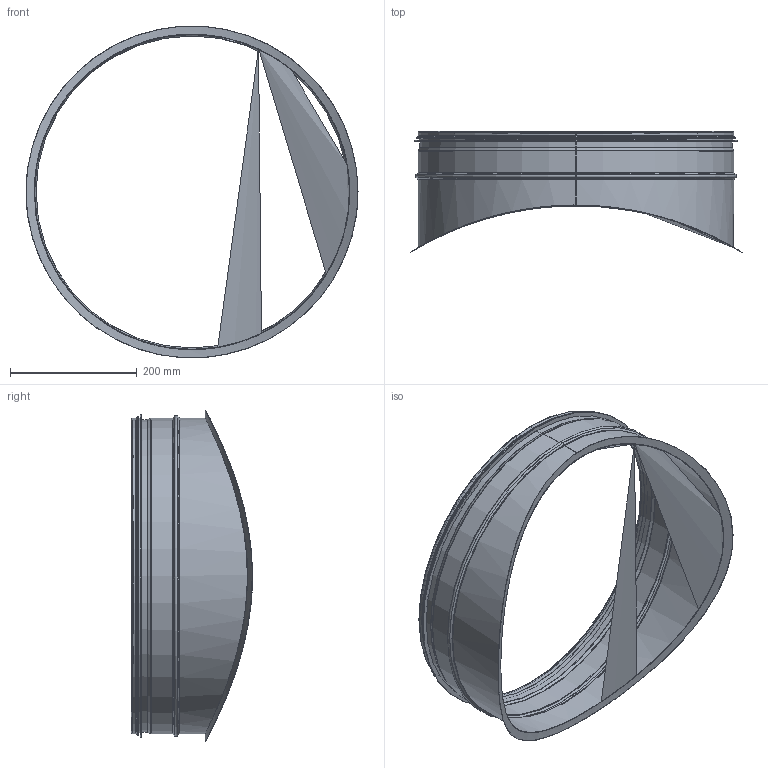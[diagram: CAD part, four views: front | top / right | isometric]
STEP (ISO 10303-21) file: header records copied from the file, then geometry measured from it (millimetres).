
FILE_DESCRIPTION((''),'2;1');
FILE_NAME('HPS-1000-500.stp','2014-02-24T07:56:58',(''),(''),'Autodesk Inventor 2013','Autodesk Inventor 2013','');
FILE_SCHEMA(('AUTOMOTIVE_DESIGN { 1 2 10303 214 0 1 1 1 }'));
Length unit declared in the file: millimetre
Products named in the file (5): HPS-1000-500; 999010; HPSRörämne_1000-500; HPSRörämnesdel_1000-500; SvepHPS-1000-500
Assembly tree (4 placements, depth 3):
  HPS-1000-500
    999010
    HPSRörämne_1000-500
      HPSRörämnesdel_1000-500
      SvepHPS-1000-500
Bounding box: 524.75 x 191.49 x 523.91 mm (x, y, z)
Volume: 184160.8 mm3; surface area: 634129 mm2
Topology: 3 solids, 3 shells, 85 faces, 165 edges, 89 vertices
Faces by surface type: plane 36, torus 20, cylinder 19, cone 10
Full cylindrical faces by diameter (mm): 492.95 x1, 493.95 x1, 495.15 x1, 497.75 x6, 498.75 x4, 504.15 x1, 509.15 x1, 524.75 x1
Entity records: 3000 total; most frequent: CARTESIAN_POINT 1062, DIRECTION 406, ORIENTED_EDGE 298, AXIS2_PLACEMENT_3D 171, EDGE_CURVE 149, EDGE_LOOP 108, VERTEX_POINT 89, STYLED_ITEM 88
